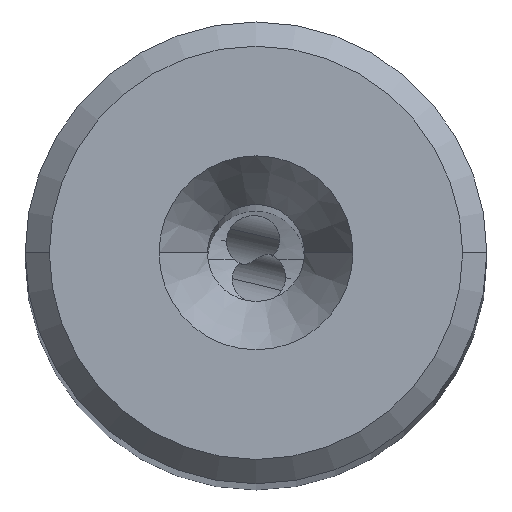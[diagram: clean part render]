
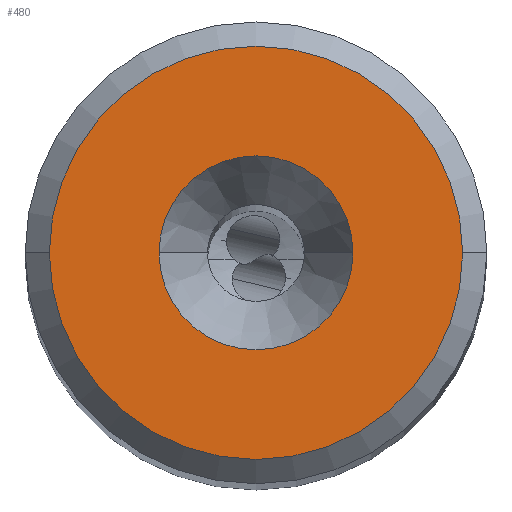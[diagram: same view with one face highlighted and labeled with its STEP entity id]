
A CAD part, top view. The second image highlights one B-rep face of the part: STEP entity #480.
In plain terms, the highlighted planar face has unit normal (0, 0, 1).
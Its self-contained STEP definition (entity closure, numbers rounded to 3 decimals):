
#480=ADVANCED_FACE('',(#615,#616),#594,.T.);
#594=PLANE('',#3989);
#615=FACE_BOUND('',#741,.T.);
#616=FACE_BOUND('',#742,.T.);
#741=EDGE_LOOP('',(#2019,#2020));
#742=EDGE_LOOP('',(#2021,#2022));
#1234=CIRCLE('',#3981,8.525);
#1235=CIRCLE('',#3983,8.525);
#1237=CIRCLE('',#3987,4.);
#1238=CIRCLE('',#3988,4.);
#2019=ORIENTED_EDGE('',*,*,#3164,.F.);
#2020=ORIENTED_EDGE('',*,*,#3166,.F.);
#2021=ORIENTED_EDGE('',*,*,#3168,.F.);
#2022=ORIENTED_EDGE('',*,*,#3169,.F.);
#2681=VERTEX_POINT('',#8518);
#2682=VERTEX_POINT('',#8520);
#2683=VERTEX_POINT('',#8528);
#2684=VERTEX_POINT('',#8529);
#3164=EDGE_CURVE('',#2681,#2682,#1234,.T.);
#3166=EDGE_CURVE('',#2682,#2681,#1235,.T.);
#3168=EDGE_CURVE('',#2683,#2684,#1237,.T.);
#3169=EDGE_CURVE('',#2684,#2683,#1238,.T.);
#3981=AXIS2_PLACEMENT_3D('',#8519,#4715,#4716);
#3983=AXIS2_PLACEMENT_3D('',#8523,#4720,#4721);
#3987=AXIS2_PLACEMENT_3D('',#8527,#4728,#4729);
#3988=AXIS2_PLACEMENT_3D('',#8530,#4730,#4731);
#3989=AXIS2_PLACEMENT_3D('',#8531,#4732,#4733);
#4715=DIRECTION('',(0.,0.,-1.));
#4716=DIRECTION('',(-1.,0.,0.));
#4720=DIRECTION('',(0.,0.,-1.));
#4721=DIRECTION('',(1.,0.,0.));
#4728=DIRECTION('',(0.,0.,1.));
#4729=DIRECTION('',(-1.,0.,0.));
#4730=DIRECTION('',(0.,0.,1.));
#4731=DIRECTION('',(1.,0.,0.));
#4732=DIRECTION('',(0.,0.,1.));
#4733=DIRECTION('',(1.,0.,0.));
#8518=CARTESIAN_POINT('',(-8.525,0.,0.));
#8519=CARTESIAN_POINT('',(0.,0.,0.));
#8520=CARTESIAN_POINT('',(8.525,0.,0.));
#8523=CARTESIAN_POINT('',(0.,0.,0.));
#8527=CARTESIAN_POINT('',(0.,0.,0.));
#8528=CARTESIAN_POINT('',(-4.,0.,0.));
#8529=CARTESIAN_POINT('',(4.,0.,0.));
#8530=CARTESIAN_POINT('',(0.,0.,0.));
#8531=CARTESIAN_POINT('',(0.,0.,0.));
